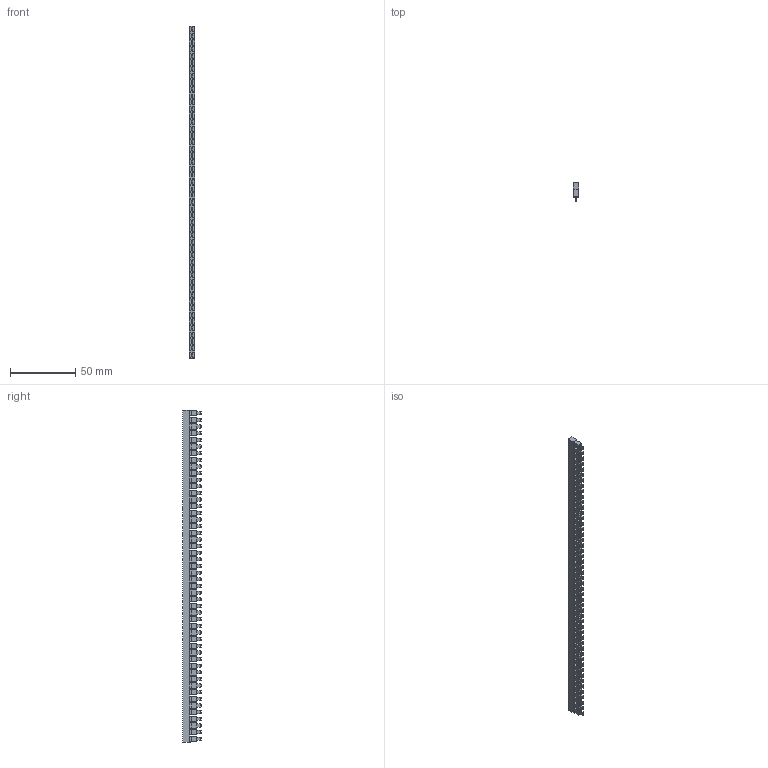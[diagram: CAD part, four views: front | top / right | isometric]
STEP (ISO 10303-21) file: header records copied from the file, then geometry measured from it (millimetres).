
FILE_DESCRIPTION(/* description */ (''),/* implementation_level */ '2;1');
FILE_NAME(/* name */ '3491.8_FQI_2.5-4_50.stp',/* time_stamp */ '2018-06-26T09:03:18+02:00',/* author */ (''),/* organization */ (''),/* preprocessor_version */ 'ST-DEVELOPER v16',/* originating_system */ 'SIEMENS PLM Software NX 10.0',/* authorisation */ '');
FILE_SCHEMA (('CONFIG_CONTROL_DESIGN'));
Length unit declared in the file: millimetre
Products named in the file (1): scho21108117vq3u
Bounding box: 4 x 14.5 x 254.5 mm (x, y, z)
Volume: 9837.9 mm3; surface area: 10140.1 mm2
Topology: 1 solids, 1 shells, 1060 faces, 4434 edges, 4836 vertices
Faces by surface type: plane 1060
Entity records: 40885 total; most frequent: CARTESIAN_POINT 7671, DIRECTION 6476, ORIENTED_EDGE 6048, LINE 4354, VECTOR 4354, EDGE_CURVE 3024, VERTEX_POINT 2016, TRIMMED_CURVE 1370
